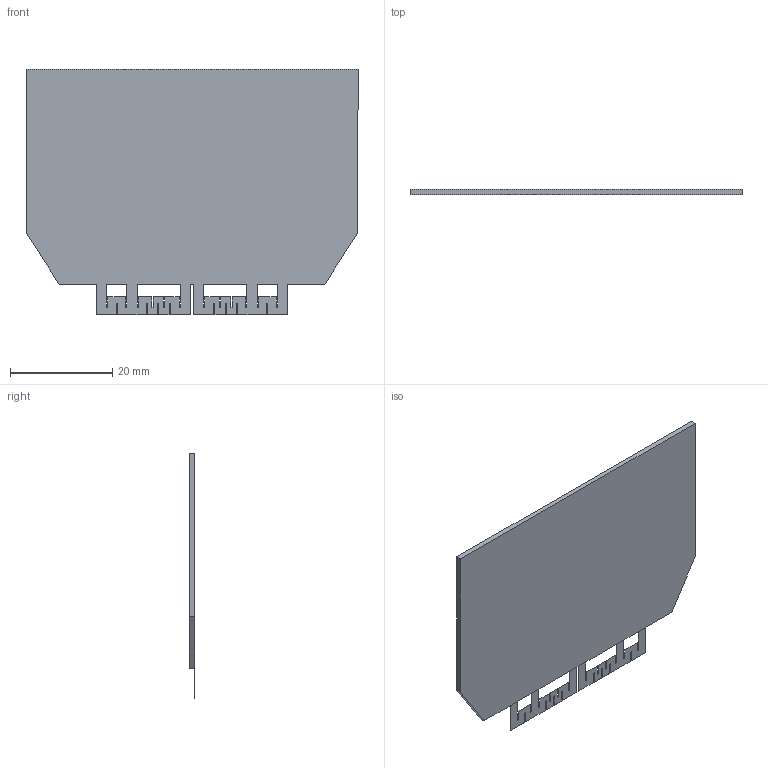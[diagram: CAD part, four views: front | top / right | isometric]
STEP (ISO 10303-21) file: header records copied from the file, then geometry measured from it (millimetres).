
FILE_DESCRIPTION (( 'STEP AP214' ), '1' );
FILE_NAME ('SolarCell.STEP', '2017-10-16T22:42:18', ( '' ), ( '' ), 'SwSTEP 2.0', 'SolidWorks 2017', '' );
FILE_SCHEMA (( 'AUTOMOTIVE_DESIGN' ));
Length unit declared in the file: millimetre
Products named in the file (1): SolarCell
Bounding box: 65 x 1 x 48.09 mm (x, y, z)
Volume: 2671 mm3; surface area: 5844.3 mm2
Topology: 1 solids, 1 shells, 92 faces, 282 edges, 188 vertices
Faces by surface type: plane 92
Entity records: 4148 total; most frequent: ORIENTED_EDGE 564, CARTESIAN_POINT 563, DIRECTION 468, EDGE_CURVE 282, VECTOR 282, LINE 282, VERTEX_POINT 188, EDGE_LOOP 96
